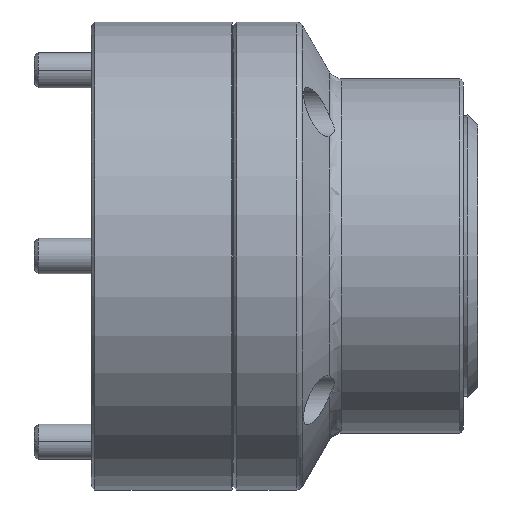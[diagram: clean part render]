
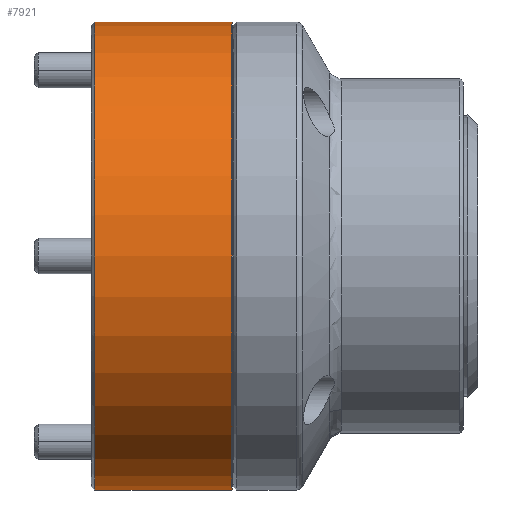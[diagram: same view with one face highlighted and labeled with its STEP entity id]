
A CAD part, front view. The second image highlights one B-rep face of the part: STEP entity #7921.
In plain terms, the highlighted cylindrical face has radius 66 mm (diameter 132 mm), a partial arc.
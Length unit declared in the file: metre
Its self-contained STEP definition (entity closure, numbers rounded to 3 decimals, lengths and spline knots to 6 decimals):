
#176 = EDGE_CURVE ( 'NONE', #1186, #1364, #811, .T. ) ;
#218 = DIRECTION ( 'NONE',  ( -1., 0., 0. ) ) ;
#316 = VERTEX_POINT ( 'NONE', #1833 ) ;
#334 = AXIS2_PLACEMENT_3D ( 'NONE', #5982, #6771, #1083 ) ;
#811 = CIRCLE ( 'NONE', #7802, 0.066 ) ;
#1083 = DIRECTION ( 'NONE',  ( 0., 0., 1. ) ) ;
#1186 = VERTEX_POINT ( 'NONE', #8335 ) ;
#1347 = CARTESIAN_POINT ( 'NONE',  ( 0.001, 0., -0.066 ) ) ;
#1364 = VERTEX_POINT ( 'NONE', #1347 ) ;
#1573 = DIRECTION ( 'NONE',  ( -1., 0., 0. ) ) ;
#1732 = FACE_OUTER_BOUND ( 'NONE', #4234, .T. ) ;
#1777 = VERTEX_POINT ( 'NONE', #6540 ) ;
#1833 = CARTESIAN_POINT ( 'NONE',  ( 0.0396, 0., -0.066 ) ) ;
#2227 = CARTESIAN_POINT ( 'NONE',  ( 0.001, 0., 0. ) ) ;
#2621 = VECTOR ( 'NONE', #5415, 1. ) ;
#2954 = ORIENTED_EDGE ( 'NONE', *, *, #176, .T. ) ;
#3953 = EDGE_CURVE ( 'NONE', #316, #1364, #5836, .T. ) ;
#4234 = EDGE_LOOP ( 'NONE', ( #8592, #5402, #6578, #2954 ) ) ;
#4594 = CIRCLE ( 'NONE', #7375, 0.066 ) ;
#4802 = CARTESIAN_POINT ( 'NONE',  ( -0.010882, 0., 0.066 ) ) ;
#5069 = VECTOR ( 'NONE', #218, 1. ) ;
#5402 = ORIENTED_EDGE ( 'NONE', *, *, #7163, .T. ) ;
#5415 = DIRECTION ( 'NONE',  ( -1., 0., 0. ) ) ;
#5836 = LINE ( 'NONE', #8870, #5069 ) ;
#5872 = CARTESIAN_POINT ( 'NONE',  ( 0.0396, 0., 0. ) ) ;
#5982 = CARTESIAN_POINT ( 'NONE',  ( -0.010882, 0., 0. ) ) ;
#6540 = CARTESIAN_POINT ( 'NONE',  ( 0.0396, 0., 0.066 ) ) ;
#6578 = ORIENTED_EDGE ( 'NONE', *, *, #8767, .T. ) ;
#6771 = DIRECTION ( 'NONE',  ( -1., 0., 0. ) ) ;
#7163 = EDGE_CURVE ( 'NONE', #316, #1777, #4594, .T. ) ;
#7245 = DIRECTION ( 'NONE',  ( 0., 0., -1. ) ) ;
#7375 = AXIS2_PLACEMENT_3D ( 'NONE', #5872, #1573, #8151 ) ;
#7456 = CYLINDRICAL_SURFACE ( 'NONE', #334, 0.066 ) ;
#7802 = AXIS2_PLACEMENT_3D ( 'NONE', #2227, #7919, #7245 ) ;
#7919 = DIRECTION ( 'NONE',  ( 1., 0., 0. ) ) ;
#7921 = ADVANCED_FACE ( 'NONE', ( #1732 ), #7456, .T. ) ;
#8151 = DIRECTION ( 'NONE',  ( 0., 0., 1. ) ) ;
#8335 = CARTESIAN_POINT ( 'NONE',  ( 0.001, 0., 0.066 ) ) ;
#8592 = ORIENTED_EDGE ( 'NONE', *, *, #3953, .F. ) ;
#8603 = LINE ( 'NONE', #4802, #2621 ) ;
#8767 = EDGE_CURVE ( 'NONE', #1777, #1186, #8603, .T. ) ;
#8870 = CARTESIAN_POINT ( 'NONE',  ( -0.010882, 0., -0.066 ) ) ;
